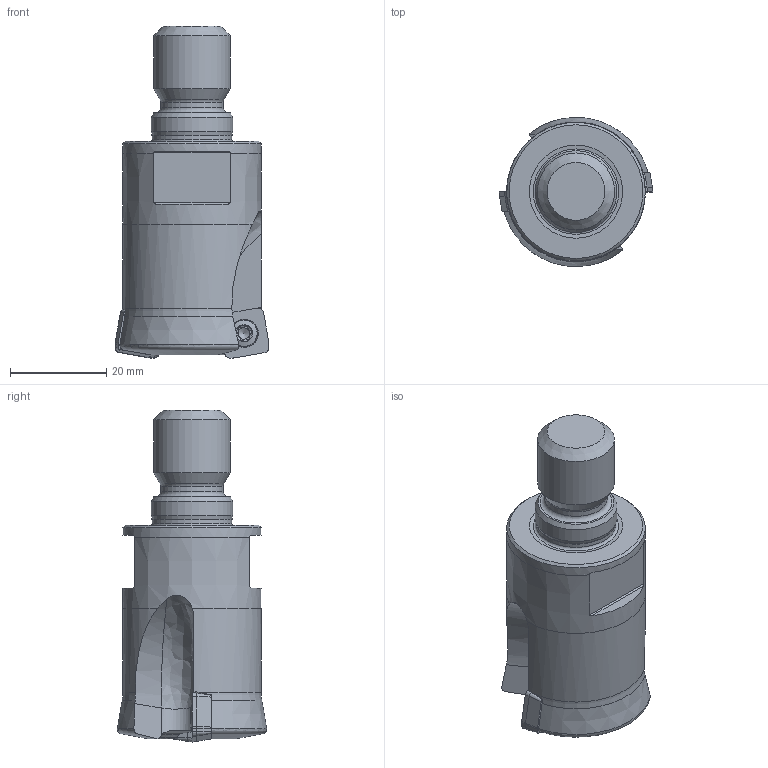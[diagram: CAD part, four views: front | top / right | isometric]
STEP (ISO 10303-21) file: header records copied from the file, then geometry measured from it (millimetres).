
FILE_DESCRIPTION(/* description */ (''),/* implementation_level */ '2;1');
FILE_NAME(/* name */ '1541127837588.stp',/* time_stamp */ '2018-11-02T08:34:19+05:00',/* author */ (''),/* organization */ ('SMS'),/* preprocessor_version */ 'ST-DEVELOPER v15',/* originating_system */ 'SIEMENS PLM Software NX 8.5',/* authorisation */ '');
FILE_SCHEMA (('AUTOMOTIVE_DESIGN { 1 0 10303 214 3 1 1 1 }'));
Length unit declared in the file: millimetre
Products named in the file (4): ASSEMBLY_CONSTRUCTION; 201748459mod000_00; 201804876mod000_00; 201804875mod000_00
Assembly tree (4 placements, depth 2):
  201804875mod000_00
    201804876mod000_00
    201748459mod000_00  x2
    ASSEMBLY_CONSTRUCTION
Bounding box: 32 x 31.02 x 69 mm (x, y, z)
Volume: 28000.1 mm3; surface area: 8044.3 mm2
Topology: 3 solids, 4 shells, 223 faces, 566 edges, 365 vertices
Faces by surface type: plane 77, cone 68, cylinder 52, torus 22, bspline 2, sphere 2
Full cylindrical faces by diameter (mm): 3.5 x2, 4 x3, 4.2 x2, 5.45 x2, 13 x1, 16 x1, 16.6 x1, 17 x1, 28.8 x1
Entity records: 6216 total; most frequent: CARTESIAN_POINT 1870, DIRECTION 884, ORIENTED_EDGE 832, EDGE_CURVE 416, AXIS2_PLACEMENT_3D 378, VERTEX_POINT 281, EDGE_LOOP 228, ADVANCED_FACE 185
